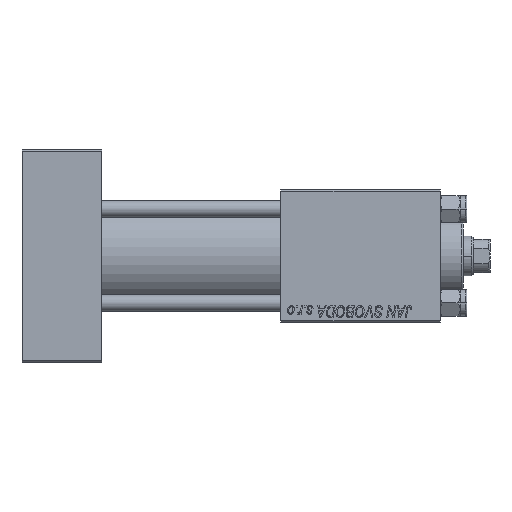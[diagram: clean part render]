
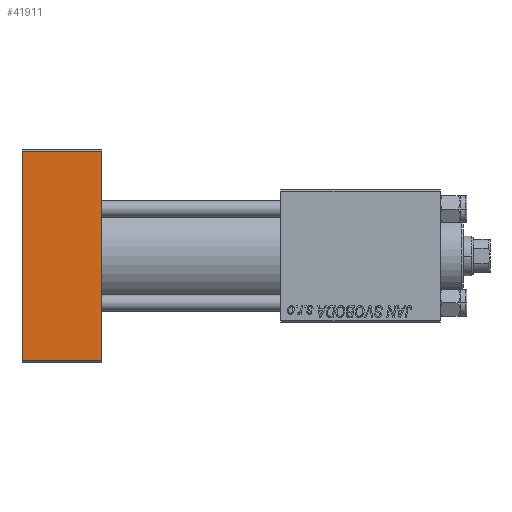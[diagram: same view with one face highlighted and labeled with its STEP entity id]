
A CAD part, front view. The second image highlights one B-rep face of the part: STEP entity #41911.
In plain terms, the highlighted planar face has unit normal (0, -1, 0).
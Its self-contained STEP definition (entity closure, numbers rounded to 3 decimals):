
#21 = DIRECTION ( 'NONE',  ( 0., 1., 0. ) ) ;
#294 = CARTESIAN_POINT ( 'NONE',  ( 24., -20., 31.5 ) ) ;
#2956 = CARTESIAN_POINT ( 'NONE',  ( 24., -20., 31.5 ) ) ;
#3640 = CARTESIAN_POINT ( 'NONE',  ( 0., -20., 31.5 ) ) ;
#3813 = PLANE ( 'NONE',  #32166 ) ;
#4790 = DIRECTION ( 'NONE',  ( 0., 0., 1. ) ) ;
#6157 = CARTESIAN_POINT ( 'NONE',  ( 0., -20., 32. ) ) ;
#7569 = LINE ( 'NONE', #23211, #44059 ) ;
#8035 = CARTESIAN_POINT ( 'NONE',  ( 0., -20., -31.5 ) ) ;
#8093 = EDGE_CURVE ( 'NONE', #10842, #9527, #45281, .T. ) ;
#9527 = VERTEX_POINT ( 'NONE', #8035 ) ;
#10842 = VERTEX_POINT ( 'NONE', #3640 ) ;
#11847 = DIRECTION ( 'NONE',  ( 1., 0., 0. ) ) ;
#12362 = FACE_OUTER_BOUND ( 'NONE', #44176, .T. ) ;
#14404 = ORIENTED_EDGE ( 'NONE', *, *, #8093, .T. ) ;
#15680 = DIRECTION ( 'NONE',  ( -1., 0., 0. ) ) ;
#18670 = CARTESIAN_POINT ( 'NONE',  ( 24., -20., 32. ) ) ;
#19197 = CARTESIAN_POINT ( 'NONE',  ( 24., -20., 32. ) ) ;
#19920 = EDGE_CURVE ( 'NONE', #25727, #10842, #32067, .T. ) ;
#22478 = EDGE_CURVE ( 'NONE', #25727, #47571, #38337, .T. ) ;
#22518 = ORIENTED_EDGE ( 'NONE', *, *, #19920, .T. ) ;
#23211 = CARTESIAN_POINT ( 'NONE',  ( 24., -20., -31.5 ) ) ;
#25727 = VERTEX_POINT ( 'NONE', #2956 ) ;
#26968 = ORIENTED_EDGE ( 'NONE', *, *, #36545, .T. ) ;
#29606 = VECTOR ( 'NONE', #29627, 1000. ) ;
#29627 = DIRECTION ( 'NONE',  ( 0., 0., -1. ) ) ;
#32067 = LINE ( 'NONE', #294, #42753 ) ;
#32166 = AXIS2_PLACEMENT_3D ( 'NONE', #19197, #21, #4790 ) ;
#34051 = DIRECTION ( 'NONE',  ( 0., 0., -1. ) ) ;
#36545 = EDGE_CURVE ( 'NONE', #9527, #47571, #7569, .T. ) ;
#38337 = LINE ( 'NONE', #18670, #40429 ) ;
#40429 = VECTOR ( 'NONE', #34051, 1000. ) ;
#41911 = ADVANCED_FACE ( 'NONE', ( #12362 ), #3813, .F. ) ;
#42753 = VECTOR ( 'NONE', #15680, 1000. ) ;
#44059 = VECTOR ( 'NONE', #11847, 1000. ) ;
#44176 = EDGE_LOOP ( 'NONE', ( #14404, #26968, #47456, #22518 ) ) ;
#45281 = LINE ( 'NONE', #6157, #29606 ) ;
#46357 = CARTESIAN_POINT ( 'NONE',  ( 24., -20., -31.5 ) ) ;
#47456 = ORIENTED_EDGE ( 'NONE', *, *, #22478, .F. ) ;
#47571 = VERTEX_POINT ( 'NONE', #46357 ) ;
